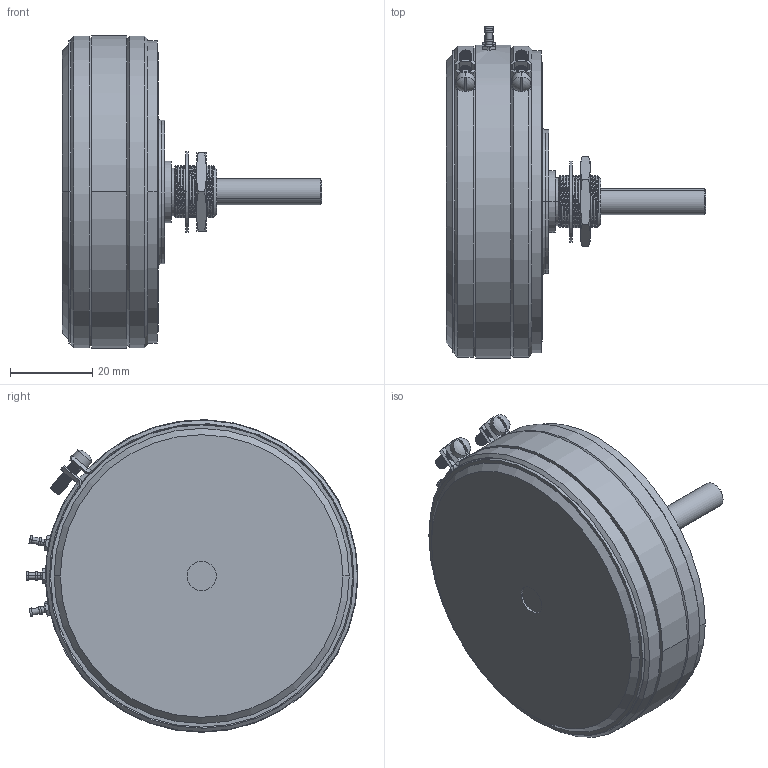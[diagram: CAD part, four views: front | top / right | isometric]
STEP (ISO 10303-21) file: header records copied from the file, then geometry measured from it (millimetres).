
FILE_DESCRIPTION((''),'2;1');
FILE_NAME('5710-21_SW0001','2014-04-02T',('bmozley'),(''),'PRO/ENGINEER BY PARAMETRIC TECHNOLOGY CORPORATION, 2014000','PRO/ENGINEER BY PARAMETRIC TECHNOLOGY CORPORATION, 2014000','');
FILE_SCHEMA(('CONFIG_CONTROL_DESIGN'));
Products named in the file (1): 5710-21_SW0001
Bounding box: 63.17 x 80.9 x 76.19 mm (x, y, z)
Volume: 108018.5 mm3; surface area: 22718.5 mm2
Topology: 3 solids, 3 shells, 555 faces, 1432 edges, 905 vertices
Faces by surface type: cylinder 246, plane 135, bspline 92, cone 70, torus 8, sphere 4
Entity records: 43882 total; most frequent: CARTESIAN_POINT 31133, ORIENTED_EDGE 2864, DIRECTION 2301, EDGE_CURVE 1432, VERTEX_POINT 905, AXIS2_PLACEMENT_3D 834, VECTOR 633, LINE 633
